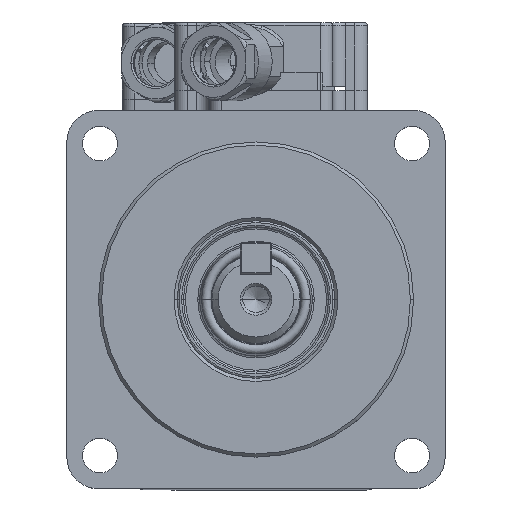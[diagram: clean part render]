
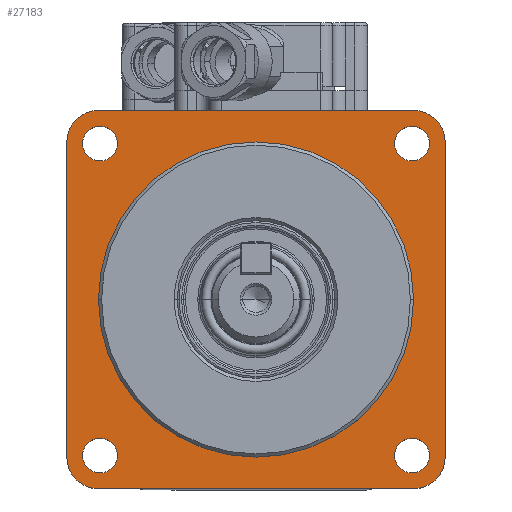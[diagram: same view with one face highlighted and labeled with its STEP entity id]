
A CAD part, top view. The second image highlights one B-rep face of the part: STEP entity #27183.
In plain terms, the highlighted planar face has unit normal (0, 0, 1).
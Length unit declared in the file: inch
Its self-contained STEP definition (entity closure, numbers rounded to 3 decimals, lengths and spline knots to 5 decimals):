
#26176=DIRECTION('',(1.,0.,0.));
#26177=VECTOR('',#26176,1.9685);
#26178=CARTESIAN_POINT('',(-0.98425,-1.1811,0.));
#26179=LINE('',#26178,#26177);
#26330=DIRECTION('',(0.,1.,0.));
#26331=VECTOR('',#26330,1.9685);
#26332=CARTESIAN_POINT('',(1.1811,-0.98425,0.));
#26333=LINE('',#26332,#26331);
#26346=CARTESIAN_POINT('',(-0.98425,0.98425,0.));
#26347=DIRECTION('',(0.,0.,-1.));
#26348=DIRECTION('',(-1.,0.,0.));
#26349=AXIS2_PLACEMENT_3D('',#26346,#26347,#26348);
#26351=CARTESIAN_POINT('',(0.98425,0.98425,0.));
#26352=DIRECTION('',(0.,0.,-1.));
#26353=DIRECTION('',(0.,1.,0.));
#26354=AXIS2_PLACEMENT_3D('',#26351,#26352,#26353);
#26356=CARTESIAN_POINT('',(0.98425,-0.98425,0.));
#26357=DIRECTION('',(0.,0.,-1.));
#26358=DIRECTION('',(1.,0.,0.));
#26359=AXIS2_PLACEMENT_3D('',#26356,#26357,#26358);
#26361=CARTESIAN_POINT('',(-0.98425,-0.98425,0.));
#26362=DIRECTION('',(0.,0.,-1.));
#26363=DIRECTION('',(0.,-1.,0.));
#26364=AXIS2_PLACEMENT_3D('',#26361,#26362,#26363);
#26366=CARTESIAN_POINT('',(0.,0.,0.));
#26367=DIRECTION('',(0.,0.,1.));
#26368=DIRECTION('',(-1.,0.,0.));
#26369=AXIS2_PLACEMENT_3D('',#26366,#26367,#26368);
#26371=CARTESIAN_POINT('',(0.,0.,0.));
#26372=DIRECTION('',(0.,0.,1.));
#26373=DIRECTION('',(1.,0.,0.));
#26374=AXIS2_PLACEMENT_3D('',#26371,#26372,#26373);
#26376=CARTESIAN_POINT('',(0.97436,0.97436,0.));
#26377=DIRECTION('',(0.,0.,1.));
#26378=DIRECTION('',(1.,0.,0.));
#26379=AXIS2_PLACEMENT_3D('',#26376,#26377,#26378);
#26381=CARTESIAN_POINT('',(0.97436,0.97436,0.));
#26382=DIRECTION('',(0.,0.,1.));
#26383=DIRECTION('',(-1.,0.,0.));
#26384=AXIS2_PLACEMENT_3D('',#26381,#26382,#26383);
#26386=CARTESIAN_POINT('',(0.97436,-0.97436,0.));
#26387=DIRECTION('',(0.,0.,1.));
#26388=DIRECTION('',(1.,0.,0.));
#26389=AXIS2_PLACEMENT_3D('',#26386,#26387,#26388);
#26391=CARTESIAN_POINT('',(0.97436,-0.97436,0.));
#26392=DIRECTION('',(0.,0.,1.));
#26393=DIRECTION('',(-1.,0.,0.));
#26394=AXIS2_PLACEMENT_3D('',#26391,#26392,#26393);
#26396=CARTESIAN_POINT('',(-0.97436,-0.97436,0.));
#26397=DIRECTION('',(0.,0.,1.));
#26398=DIRECTION('',(1.,0.,0.));
#26399=AXIS2_PLACEMENT_3D('',#26396,#26397,#26398);
#26401=CARTESIAN_POINT('',(-0.97436,-0.97436,0.));
#26402=DIRECTION('',(0.,0.,1.));
#26403=DIRECTION('',(-1.,0.,0.));
#26404=AXIS2_PLACEMENT_3D('',#26401,#26402,#26403);
#26406=CARTESIAN_POINT('',(-0.97436,0.97436,0.));
#26407=DIRECTION('',(0.,0.,1.));
#26408=DIRECTION('',(1.,0.,0.));
#26409=AXIS2_PLACEMENT_3D('',#26406,#26407,#26408);
#26411=CARTESIAN_POINT('',(-0.97436,0.97436,0.));
#26412=DIRECTION('',(0.,0.,1.));
#26413=DIRECTION('',(-1.,0.,0.));
#26414=AXIS2_PLACEMENT_3D('',#26411,#26412,#26413);
#26458=DIRECTION('',(-1.,0.,0.));
#26459=VECTOR('',#26458,1.9685);
#26460=CARTESIAN_POINT('',(0.98425,1.1811,0.));
#26461=LINE('',#26460,#26459);
#26580=DIRECTION('',(0.,-1.,0.));
#26581=VECTOR('',#26580,1.9685);
#26582=CARTESIAN_POINT('',(-1.1811,0.98425,0.));
#26583=LINE('',#26582,#26581);
#26800=CARTESIAN_POINT('',(-0.98425,-1.1811,0.));
#26801=VERTEX_POINT('',#26800);
#26802=CARTESIAN_POINT('',(0.98425,-1.1811,0.));
#26803=VERTEX_POINT('',#26802);
#26868=CARTESIAN_POINT('',(1.1811,-0.98425,0.));
#26869=VERTEX_POINT('',#26868);
#26870=CARTESIAN_POINT('',(1.1811,0.98425,0.));
#26871=VERTEX_POINT('',#26870);
#26876=CARTESIAN_POINT('',(-1.1811,0.98425,0.));
#26877=CARTESIAN_POINT('',(-0.98425,1.1811,0.));
#26878=VERTEX_POINT('',#26876);
#26879=VERTEX_POINT('',#26877);
#26880=CARTESIAN_POINT('',(0.98425,1.1811,0.));
#26881=VERTEX_POINT('',#26880);
#26882=CARTESIAN_POINT('',(-1.1811,-0.98425,0.));
#26883=VERTEX_POINT('',#26882);
#26884=CARTESIAN_POINT('',(-0.98425,0.,0.));
#26885=CARTESIAN_POINT('',(0.98425,0.,0.));
#26886=VERTEX_POINT('',#26884);
#26887=VERTEX_POINT('',#26885);
#26888=CARTESIAN_POINT('',(1.08263,0.97436,0.));
#26889=CARTESIAN_POINT('',(0.86609,0.97436,0.));
#26890=VERTEX_POINT('',#26888);
#26891=VERTEX_POINT('',#26889);
#26892=CARTESIAN_POINT('',(1.08263,-0.97436,0.));
#26893=CARTESIAN_POINT('',(0.86609,-0.97436,0.));
#26894=VERTEX_POINT('',#26892);
#26895=VERTEX_POINT('',#26893);
#26896=CARTESIAN_POINT('',(-0.86609,-0.97436,0.));
#26897=CARTESIAN_POINT('',(-1.08263,-0.97436,0.));
#26898=VERTEX_POINT('',#26896);
#26899=VERTEX_POINT('',#26897);
#26900=CARTESIAN_POINT('',(-0.86609,0.97436,0.));
#26901=CARTESIAN_POINT('',(-1.08263,0.97436,0.));
#26902=VERTEX_POINT('',#26900);
#26903=VERTEX_POINT('',#26901);
#27133=CARTESIAN_POINT('',(-0.98425,0.98425,0.));
#27134=DIRECTION('',(0.,0.,1.));
#27135=DIRECTION('',(1.,0.,0.));
#27136=AXIS2_PLACEMENT_3D('',#27133,#27134,#27135);
#27137=PLANE('',#27136);
#27139=ORIENTED_EDGE('',*,*,#27138,.T.);
#27141=ORIENTED_EDGE('',*,*,#27140,.F.);
#27143=ORIENTED_EDGE('',*,*,#27142,.T.);
#27144=ORIENTED_EDGE('',*,*,#27106,.F.);
#27145=ORIENTED_EDGE('',*,*,#27127,.T.);
#27146=ORIENTED_EDGE('',*,*,#26989,.F.);
#27148=ORIENTED_EDGE('',*,*,#27147,.T.);
#27150=ORIENTED_EDGE('',*,*,#27149,.F.);
#27151=EDGE_LOOP('',(#27139,#27141,#27143,#27144,#27145,#27146,#27148,#27150));
#27152=FACE_OUTER_BOUND('',#27151,.F.);
#27154=ORIENTED_EDGE('',*,*,#27153,.T.);
#27156=ORIENTED_EDGE('',*,*,#27155,.T.);
#27157=EDGE_LOOP('',(#27154,#27156));
#27158=FACE_BOUND('',#27157,.F.);
#27160=ORIENTED_EDGE('',*,*,#27159,.T.);
#27162=ORIENTED_EDGE('',*,*,#27161,.T.);
#27163=EDGE_LOOP('',(#27160,#27162));
#27164=FACE_BOUND('',#27163,.F.);
#27166=ORIENTED_EDGE('',*,*,#27165,.T.);
#27168=ORIENTED_EDGE('',*,*,#27167,.T.);
#27169=EDGE_LOOP('',(#27166,#27168));
#27170=FACE_BOUND('',#27169,.F.);
#27172=ORIENTED_EDGE('',*,*,#27171,.T.);
#27174=ORIENTED_EDGE('',*,*,#27173,.T.);
#27175=EDGE_LOOP('',(#27172,#27174));
#27176=FACE_BOUND('',#27175,.F.);
#27178=ORIENTED_EDGE('',*,*,#27177,.T.);
#27180=ORIENTED_EDGE('',*,*,#27179,.T.);
#27181=EDGE_LOOP('',(#27178,#27180));
#27182=FACE_BOUND('',#27181,.F.);
#27183=ADVANCED_FACE('',(#27152,#27158,#27164,#27170,#27176,#27182),#27137,.T.);
#26350=CIRCLE('',#26349,0.19685);
#26355=CIRCLE('',#26354,0.19685);
#26360=CIRCLE('',#26359,0.19685);
#26365=CIRCLE('',#26364,0.19685);
#26370=CIRCLE('',#26369,0.98425);
#26375=CIRCLE('',#26374,0.98425);
#26380=CIRCLE('',#26379,0.10827);
#26385=CIRCLE('',#26384,0.10827);
#26390=CIRCLE('',#26389,0.10827);
#26395=CIRCLE('',#26394,0.10827);
#26400=CIRCLE('',#26399,0.10827);
#26405=CIRCLE('',#26404,0.10827);
#26410=CIRCLE('',#26409,0.10827);
#26415=CIRCLE('',#26414,0.10827);
#26989=EDGE_CURVE('',#26801,#26803,#26179,.T.);
#27106=EDGE_CURVE('',#26869,#26871,#26333,.T.);
#27127=EDGE_CURVE('',#26869,#26803,#26360,.T.);
#27138=EDGE_CURVE('',#26878,#26879,#26350,.T.);
#27140=EDGE_CURVE('',#26881,#26879,#26461,.T.);
#27142=EDGE_CURVE('',#26881,#26871,#26355,.T.);
#27147=EDGE_CURVE('',#26801,#26883,#26365,.T.);
#27149=EDGE_CURVE('',#26878,#26883,#26583,.T.);
#27153=EDGE_CURVE('',#26886,#26887,#26370,.T.);
#27155=EDGE_CURVE('',#26887,#26886,#26375,.T.);
#27159=EDGE_CURVE('',#26890,#26891,#26380,.T.);
#27161=EDGE_CURVE('',#26891,#26890,#26385,.T.);
#27165=EDGE_CURVE('',#26894,#26895,#26390,.T.);
#27167=EDGE_CURVE('',#26895,#26894,#26395,.T.);
#27171=EDGE_CURVE('',#26898,#26899,#26400,.T.);
#27173=EDGE_CURVE('',#26899,#26898,#26405,.T.);
#27177=EDGE_CURVE('',#26902,#26903,#26410,.T.);
#27179=EDGE_CURVE('',#26903,#26902,#26415,.T.);
